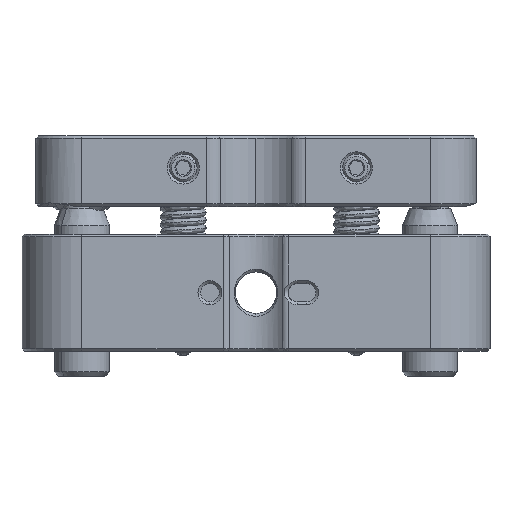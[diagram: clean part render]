
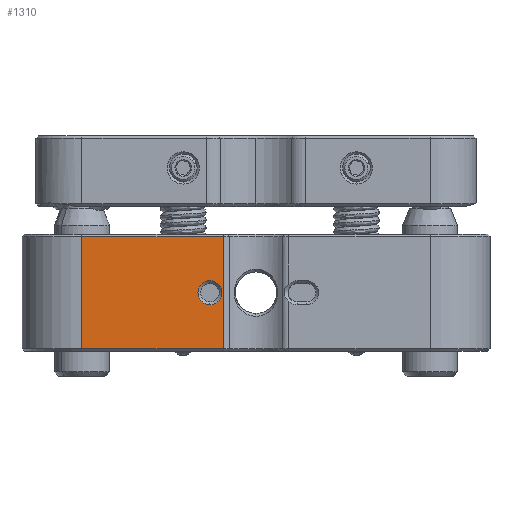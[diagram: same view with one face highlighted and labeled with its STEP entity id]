
A CAD part, front view. The second image highlights one B-rep face of the part: STEP entity #1310.
In plain terms, the highlighted planar face has unit normal (0, -1, 0).
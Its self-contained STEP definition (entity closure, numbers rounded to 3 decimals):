
#1310 = ADVANCED_FACE ( 'NONE', ( #12643, #8157 ), #10183, .F. ) ;
#1435 = EDGE_CURVE ( 'NONE', #9323, #20321, #5467, .T. ) ;
#1938 = DIRECTION ( 'NONE',  ( 1., 0., 0. ) ) ;
#2021 = EDGE_CURVE ( 'NONE', #13292, #13749, #26396, .T. ) ;
#3552 = VERTEX_POINT ( 'NONE', #8628 ) ;
#3613 = CARTESIAN_POINT ( 'NONE',  ( -3.571, -25.4, 6.35 ) ) ;
#4525 = EDGE_CURVE ( 'NONE', #20321, #9323, #6134, .T. ) ;
#4562 = CARTESIAN_POINT ( 'NONE',  ( -5., -25.4, 0. ) ) ;
#5173 = EDGE_LOOP ( 'NONE', ( #19381, #19634 ) ) ;
#5420 = VECTOR ( 'NONE', #5580, 1000. ) ;
#5467 = CIRCLE ( 'NONE', #26584, 1.3 ) ;
#5580 = DIRECTION ( 'NONE',  ( -1., 0., 0. ) ) ;
#6134 = CIRCLE ( 'NONE', #24977, 1.3 ) ;
#7590 = LINE ( 'NONE', #18947, #5420 ) ;
#8157 = FACE_OUTER_BOUND ( 'NONE', #19715, .T. ) ;
#8628 = CARTESIAN_POINT ( 'NONE',  ( -3.571, -25.4, 6.1 ) ) ;
#8862 = DIRECTION ( 'NONE',  ( 0., 1., 0. ) ) ;
#9036 = VECTOR ( 'NONE', #14408, 1000. ) ;
#9323 = VERTEX_POINT ( 'NONE', #16581 ) ;
#9910 = DIRECTION ( 'NONE',  ( 0., 1., 0. ) ) ;
#10183 = PLANE ( 'NONE',  #26642 ) ;
#11167 = EDGE_CURVE ( 'NONE', #24161, #13292, #19003, .T. ) ;
#12219 = DIRECTION ( 'NONE',  ( 0., 0., 1. ) ) ;
#12505 = ORIENTED_EDGE ( 'NONE', *, *, #2021, .T. ) ;
#12643 = FACE_BOUND ( 'NONE', #5173, .T. ) ;
#12751 = ORIENTED_EDGE ( 'NONE', *, *, #11167, .T. ) ;
#13292 = VERTEX_POINT ( 'NONE', #28018 ) ;
#13749 = VERTEX_POINT ( 'NONE', #23728 ) ;
#14408 = DIRECTION ( 'NONE',  ( 0., 0., 1. ) ) ;
#15172 = ORIENTED_EDGE ( 'NONE', *, *, #16338, .T. ) ;
#15427 = CARTESIAN_POINT ( 'NONE',  ( -18.9, -25.4, 6.1 ) ) ;
#16338 = EDGE_CURVE ( 'NONE', #13749, #3552, #16852, .T. ) ;
#16581 = CARTESIAN_POINT ( 'NONE',  ( -5., -25.4, 1.3 ) ) ;
#16852 = LINE ( 'NONE', #3613, #9036 ) ;
#17646 = DIRECTION ( 'NONE',  ( 0., 0., 1. ) ) ;
#18689 = CARTESIAN_POINT ( 'NONE',  ( -5., -25.4, 0. ) ) ;
#18947 = CARTESIAN_POINT ( 'NONE',  ( -18.9, -25.4, 6.1 ) ) ;
#19003 = LINE ( 'NONE', #23176, #23191 ) ;
#19104 = CARTESIAN_POINT ( 'NONE',  ( -25.4, -25.4, 6.35 ) ) ;
#19381 = ORIENTED_EDGE ( 'NONE', *, *, #4525, .T. ) ;
#19394 = EDGE_CURVE ( 'NONE', #3552, #24161, #7590, .T. ) ;
#19634 = ORIENTED_EDGE ( 'NONE', *, *, #1435, .T. ) ;
#19715 = EDGE_LOOP ( 'NONE', ( #15172, #23039, #12751, #12505 ) ) ;
#20321 = VERTEX_POINT ( 'NONE', #21992 ) ;
#21163 = DIRECTION ( 'NONE',  ( 0., 0., -1. ) ) ;
#21992 = CARTESIAN_POINT ( 'NONE',  ( -5., -25.4, -1.3 ) ) ;
#23039 = ORIENTED_EDGE ( 'NONE', *, *, #19394, .T. ) ;
#23176 = CARTESIAN_POINT ( 'NONE',  ( -18.9, -25.4, 6.35 ) ) ;
#23191 = VECTOR ( 'NONE', #21163, 1000. ) ;
#23728 = CARTESIAN_POINT ( 'NONE',  ( -3.571, -25.4, -6.1 ) ) ;
#24161 = VERTEX_POINT ( 'NONE', #15427 ) ;
#24457 = VECTOR ( 'NONE', #1938, 1000. ) ;
#24977 = AXIS2_PLACEMENT_3D ( 'NONE', #18689, #27449, #27307 ) ;
#26396 = LINE ( 'NONE', #27987, #24457 ) ;
#26584 = AXIS2_PLACEMENT_3D ( 'NONE', #4562, #8862, #17646 ) ;
#26642 = AXIS2_PLACEMENT_3D ( 'NONE', #19104, #9910, #12219 ) ;
#27307 = DIRECTION ( 'NONE',  ( 0., 0., 1. ) ) ;
#27449 = DIRECTION ( 'NONE',  ( 0., 1., 0. ) ) ;
#27987 = CARTESIAN_POINT ( 'NONE',  ( -25.4, -25.4, -6.1 ) ) ;
#28018 = CARTESIAN_POINT ( 'NONE',  ( -18.9, -25.4, -6.1 ) ) ;
